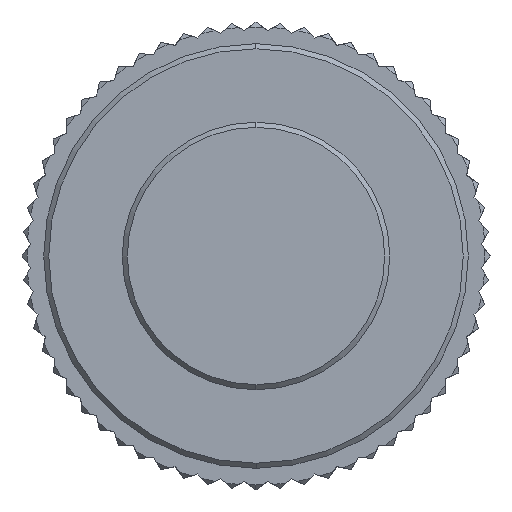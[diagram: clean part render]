
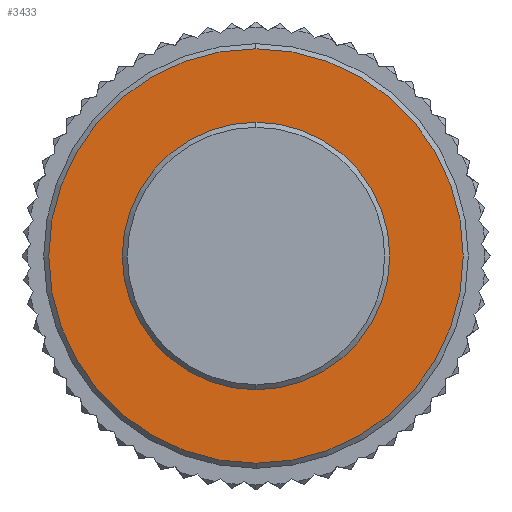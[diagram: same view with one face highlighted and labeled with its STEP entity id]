
A CAD part, left-side view. The second image highlights one B-rep face of the part: STEP entity #3433.
In plain terms, the highlighted planar face has unit normal (-1, 0, 0).
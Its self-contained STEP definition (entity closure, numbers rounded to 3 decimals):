
#89 = ORIENTED_EDGE ( 'NONE', *, *, #1588, .F. ) ;
#270 = ORIENTED_EDGE ( 'NONE', *, *, #1355, .F. ) ;
#363 = CARTESIAN_POINT ( 'NONE',  ( 83.5, 8., 0. ) ) ;
#951 = VERTEX_POINT ( 'NONE', #2305 ) ;
#1054 = VERTEX_POINT ( 'NONE', #7106 ) ;
#1355 = EDGE_CURVE ( 'NONE', #4359, #1054, #2037, .T. ) ;
#1533 = AXIS2_PLACEMENT_3D ( 'NONE', #3460, #4123, #6142 ) ;
#1588 = EDGE_CURVE ( 'NONE', #1054, #4359, #2031, .T. ) ;
#1710 = DIRECTION ( 'NONE',  ( 1., 0., 0. ) ) ;
#1745 = DIRECTION ( 'NONE',  ( 0., 0., -1. ) ) ;
#2031 = CIRCLE ( 'NONE', #2149, 8. ) ;
#2037 = CIRCLE ( 'NONE', #5679, 8. ) ;
#2149 = AXIS2_PLACEMENT_3D ( 'NONE', #4428, #6431, #7682 ) ;
#2305 = CARTESIAN_POINT ( 'NONE',  ( 83.5, 0., -12.4 ) ) ;
#2424 = PLANE ( 'NONE',  #8303 ) ;
#2482 = CARTESIAN_POINT ( 'NONE',  ( 83.5, 0., -8. ) ) ;
#2623 = EDGE_CURVE ( 'NONE', #6526, #951, #2678, .T. ) ;
#2678 = CIRCLE ( 'NONE', #2997, 12.4 ) ;
#2914 = ORIENTED_EDGE ( 'NONE', *, *, #5830, .T. ) ;
#2997 = AXIS2_PLACEMENT_3D ( 'NONE', #7019, #3655, #4349 ) ;
#3385 = DIRECTION ( 'NONE',  ( -1., 0., 0. ) ) ;
#3433 = ADVANCED_FACE ( 'NONE', ( #3791, #7196 ), #2424, .F. ) ;
#3460 = CARTESIAN_POINT ( 'NONE',  ( 83.5, 0., 0. ) ) ;
#3655 = DIRECTION ( 'NONE',  ( -1., 0., 0. ) ) ;
#3791 = FACE_BOUND ( 'NONE', #4181, .T. ) ;
#4123 = DIRECTION ( 'NONE',  ( -1., 0., 0. ) ) ;
#4181 = EDGE_LOOP ( 'NONE', ( #89, #270 ) ) ;
#4349 = DIRECTION ( 'NONE',  ( 0., 0., 1. ) ) ;
#4359 = VERTEX_POINT ( 'NONE', #2482 ) ;
#4428 = CARTESIAN_POINT ( 'NONE',  ( 83.5, 0., 0. ) ) ;
#4752 = DIRECTION ( 'NONE',  ( 0., 0., 1. ) ) ;
#4804 = CARTESIAN_POINT ( 'NONE',  ( 83.5, 0., 0. ) ) ;
#5329 = ORIENTED_EDGE ( 'NONE', *, *, #2623, .T. ) ;
#5679 = AXIS2_PLACEMENT_3D ( 'NONE', #4804, #3385, #4752 ) ;
#5784 = EDGE_LOOP ( 'NONE', ( #2914, #5329 ) ) ;
#5830 = EDGE_CURVE ( 'NONE', #951, #6526, #8135, .T. ) ;
#6142 = DIRECTION ( 'NONE',  ( 0., 0., 1. ) ) ;
#6431 = DIRECTION ( 'NONE',  ( -1., 0., 0. ) ) ;
#6526 = VERTEX_POINT ( 'NONE', #7773 ) ;
#7019 = CARTESIAN_POINT ( 'NONE',  ( 83.5, 0., 0. ) ) ;
#7106 = CARTESIAN_POINT ( 'NONE',  ( 83.5, 0., 8. ) ) ;
#7196 = FACE_OUTER_BOUND ( 'NONE', #5784, .T. ) ;
#7682 = DIRECTION ( 'NONE',  ( 0., 0., 1. ) ) ;
#7773 = CARTESIAN_POINT ( 'NONE',  ( 83.5, 0., 12.4 ) ) ;
#8135 = CIRCLE ( 'NONE', #1533, 12.4 ) ;
#8303 = AXIS2_PLACEMENT_3D ( 'NONE', #363, #1710, #1745 ) ;
